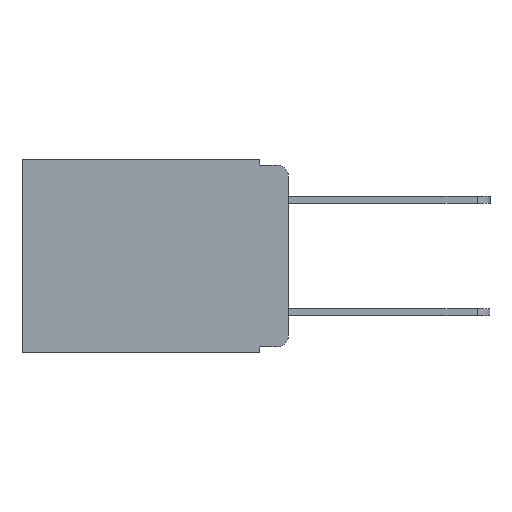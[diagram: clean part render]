
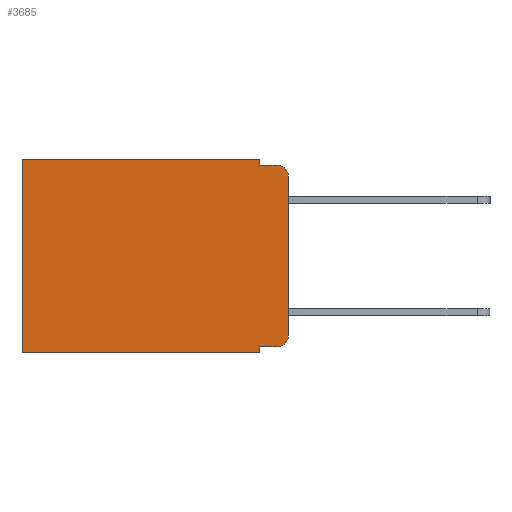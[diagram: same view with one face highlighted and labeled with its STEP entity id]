
A CAD part, left-side view. The second image highlights one B-rep face of the part: STEP entity #3685.
In plain terms, the highlighted planar face has unit normal (-1, 0, 0).
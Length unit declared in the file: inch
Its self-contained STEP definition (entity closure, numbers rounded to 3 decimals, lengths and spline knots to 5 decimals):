
#435 = VECTOR ( 'NONE', #2136, 39.37008 ) ;
#442 = FACE_OUTER_BOUND ( 'NONE', #6025, .T. ) ;
#456 = CARTESIAN_POINT ( 'NONE',  ( 0.298, 0.051, -0.01 ) ) ;
#499 = LINE ( 'NONE', #3606, #2826 ) ;
#663 = CARTESIAN_POINT ( 'NONE',  ( 0.298, 0.473, 0. ) ) ;
#739 = EDGE_CURVE ( 'NONE', #1459, #2600, #3561, .T. ) ;
#746 = CARTESIAN_POINT ( 'NONE',  ( 0.298, 0.051, -0.01 ) ) ;
#906 = AXIS2_PLACEMENT_3D ( 'NONE', #2748, #1926, #2403 ) ;
#1073 = CARTESIAN_POINT ( 'NONE',  ( 0.298, 0.051, 0. ) ) ;
#1320 = CARTESIAN_POINT ( 'NONE',  ( 0.298, 0.473, -0.343 ) ) ;
#1371 = VERTEX_POINT ( 'NONE', #663 ) ;
#1459 = VERTEX_POINT ( 'NONE', #456 ) ;
#1537 = VECTOR ( 'NONE', #5035, 39.37008 ) ;
#1662 = DIRECTION ( 'NONE',  ( 1., 0., 0. ) ) ;
#1879 = CARTESIAN_POINT ( 'NONE',  ( 0.298, 0.02, -0.01 ) ) ;
#1913 = VERTEX_POINT ( 'NONE', #1320 ) ;
#1926 = DIRECTION ( 'NONE',  ( -1., 0., 0. ) ) ;
#1968 = AXIS2_PLACEMENT_3D ( 'NONE', #4493, #9031, #7332 ) ;
#1972 = VERTEX_POINT ( 'NONE', #7587 ) ;
#2020 = VECTOR ( 'NONE', #2803, 39.37008 ) ;
#2136 = DIRECTION ( 'NONE',  ( 0., 0., -1. ) ) ;
#2176 = VERTEX_POINT ( 'NONE', #4959 ) ;
#2251 = EDGE_CURVE ( 'NONE', #3852, #2692, #5881, .T. ) ;
#2256 = DIRECTION ( 'NONE',  ( 0., -1., 0. ) ) ;
#2309 = CARTESIAN_POINT ( 'NONE',  ( 0.298, 0., 0. ) ) ;
#2339 = AXIS2_PLACEMENT_3D ( 'NONE', #2309, #1662, #3802 ) ;
#2368 = CARTESIAN_POINT ( 'NONE',  ( 0.298, 0.051, 0. ) ) ;
#2403 = DIRECTION ( 'NONE',  ( 0., 0., -1. ) ) ;
#2600 = VERTEX_POINT ( 'NONE', #1879 ) ;
#2683 = VECTOR ( 'NONE', #8800, 39.37008 ) ;
#2692 = VERTEX_POINT ( 'NONE', #5583 ) ;
#2748 = CARTESIAN_POINT ( 'NONE',  ( 0.298, 0.02, -0.313 ) ) ;
#2789 = CARTESIAN_POINT ( 'NONE',  ( 0.298, 0.051, -0.333 ) ) ;
#2803 = DIRECTION ( 'NONE',  ( 0., -1., 0. ) ) ;
#2826 = VECTOR ( 'NONE', #7122, 39.37008 ) ;
#2936 = CARTESIAN_POINT ( 'NONE',  ( 0.298, 0.02, -0.333 ) ) ;
#3020 = VERTEX_POINT ( 'NONE', #2789 ) ;
#3561 = LINE ( 'NONE', #746, #2020 ) ;
#3563 = VERTEX_POINT ( 'NONE', #4348 ) ;
#3606 = CARTESIAN_POINT ( 'NONE',  ( 0.298, 0., 0. ) ) ;
#3685 = ADVANCED_FACE ( 'NONE', ( #442 ), #7459, .F. ) ;
#3759 = VECTOR ( 'NONE', #2256, 39.37008 ) ;
#3802 = DIRECTION ( 'NONE',  ( 0., 0., -1. ) ) ;
#3822 = EDGE_CURVE ( 'NONE', #3563, #1913, #8939, .T. ) ;
#3852 = VERTEX_POINT ( 'NONE', #2936 ) ;
#4108 = ORIENTED_EDGE ( 'NONE', *, *, #7404, .T. ) ;
#4147 = EDGE_CURVE ( 'NONE', #3020, #3563, #6379, .T. ) ;
#4220 = LINE ( 'NONE', #8442, #5899 ) ;
#4348 = CARTESIAN_POINT ( 'NONE',  ( 0.298, 0.051, -0.343 ) ) ;
#4411 = CARTESIAN_POINT ( 'NONE',  ( 0.298, 0.051, -0.333 ) ) ;
#4472 = DIRECTION ( 'NONE',  ( 0., 0., -1. ) ) ;
#4493 = CARTESIAN_POINT ( 'NONE',  ( 0.298, 0.02, -0.03 ) ) ;
#4775 = LINE ( 'NONE', #2368, #5988 ) ;
#4959 = CARTESIAN_POINT ( 'NONE',  ( 0.298, 0.051, 0. ) ) ;
#5035 = DIRECTION ( 'NONE',  ( 0., 1., 0. ) ) ;
#5583 = CARTESIAN_POINT ( 'NONE',  ( 0.298, 0., -0.313 ) ) ;
#5693 = LINE ( 'NONE', #4411, #3759 ) ;
#5802 = CIRCLE ( 'NONE', #1968, 0.02 ) ;
#5881 = CIRCLE ( 'NONE', #906, 0.02 ) ;
#5899 = VECTOR ( 'NONE', #4472, 39.37008 ) ;
#5988 = VECTOR ( 'NONE', #7369, 39.37008 ) ;
#6025 = EDGE_LOOP ( 'NONE', ( #6513, #6626, #7016, #7341, #7222, #7729, #7989, #8211, #4108, #8603 ) ) ;
#6123 = EDGE_CURVE ( 'NONE', #1972, #2600, #5802, .T. ) ;
#6379 = LINE ( 'NONE', #1073, #435 ) ;
#6454 = CARTESIAN_POINT ( 'NONE',  ( 0.298, 0., -0.343 ) ) ;
#6513 = ORIENTED_EDGE ( 'NONE', *, *, #6746, .F. ) ;
#6626 = ORIENTED_EDGE ( 'NONE', *, *, #6123, .T. ) ;
#6746 = EDGE_CURVE ( 'NONE', #1972, #2692, #4220, .T. ) ;
#7016 = ORIENTED_EDGE ( 'NONE', *, *, #739, .F. ) ;
#7122 = DIRECTION ( 'NONE',  ( 0., 1., 0. ) ) ;
#7132 = EDGE_CURVE ( 'NONE', #1371, #1913, #8221, .T. ) ;
#7222 = ORIENTED_EDGE ( 'NONE', *, *, #7970, .T. ) ;
#7332 = DIRECTION ( 'NONE',  ( 0., 0., -1. ) ) ;
#7341 = ORIENTED_EDGE ( 'NONE', *, *, #8841, .F. ) ;
#7369 = DIRECTION ( 'NONE',  ( 0., 0., -1. ) ) ;
#7404 = EDGE_CURVE ( 'NONE', #3020, #3852, #5693, .T. ) ;
#7459 = PLANE ( 'NONE',  #2339 ) ;
#7587 = CARTESIAN_POINT ( 'NONE',  ( 0.298, 0., -0.03 ) ) ;
#7729 = ORIENTED_EDGE ( 'NONE', *, *, #7132, .T. ) ;
#7970 = EDGE_CURVE ( 'NONE', #2176, #1371, #499, .T. ) ;
#7989 = ORIENTED_EDGE ( 'NONE', *, *, #3822, .F. ) ;
#7998 = CARTESIAN_POINT ( 'NONE',  ( 0.298, 0.473, 0. ) ) ;
#8211 = ORIENTED_EDGE ( 'NONE', *, *, #4147, .F. ) ;
#8221 = LINE ( 'NONE', #7998, #2683 ) ;
#8442 = CARTESIAN_POINT ( 'NONE',  ( 0.298, 0., 0. ) ) ;
#8603 = ORIENTED_EDGE ( 'NONE', *, *, #2251, .T. ) ;
#8800 = DIRECTION ( 'NONE',  ( 0., 0., -1. ) ) ;
#8841 = EDGE_CURVE ( 'NONE', #2176, #1459, #4775, .T. ) ;
#8939 = LINE ( 'NONE', #6454, #1537 ) ;
#9031 = DIRECTION ( 'NONE',  ( -1., 0., 0. ) ) ;
